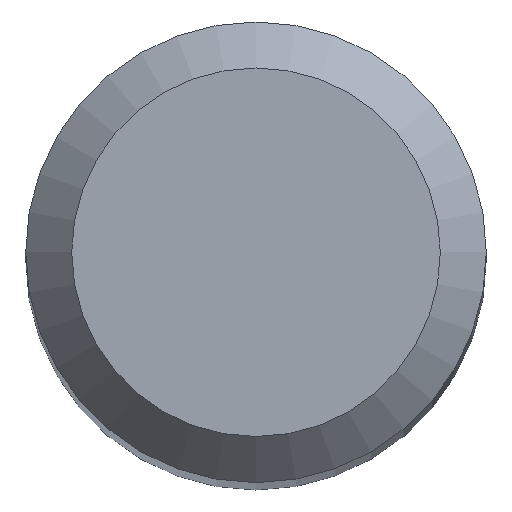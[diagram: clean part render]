
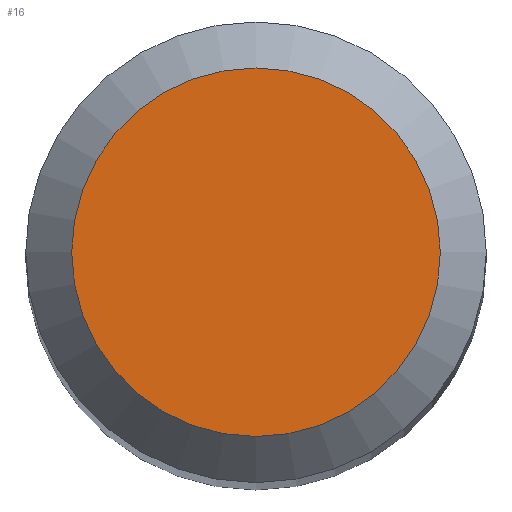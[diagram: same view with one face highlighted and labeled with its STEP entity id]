
A CAD part, top view. The second image highlights one B-rep face of the part: STEP entity #16.
In plain terms, the highlighted planar face has unit normal (0, 0, 1).
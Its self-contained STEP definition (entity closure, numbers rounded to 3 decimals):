
#1 = DIRECTION ( 'NONE',  ( 0., 0., 1. ) ) ;
#9 = FACE_OUTER_BOUND ( 'NONE', #90, .T. ) ;
#16 = ADVANCED_FACE ( 'NONE', ( #9 ), #191, .F. ) ;
#42 = AXIS2_PLACEMENT_3D ( 'NONE', #325, #1, #112 ) ;
#51 = EDGE_CURVE ( 'NONE', #382, #382, #210, .T. ) ;
#88 = DIRECTION ( 'NONE',  ( -1., 0., 0. ) ) ;
#90 = EDGE_LOOP ( 'NONE', ( #195 ) ) ;
#112 = DIRECTION ( 'NONE',  ( 1., 0., 0. ) ) ;
#128 = CARTESIAN_POINT ( 'NONE',  ( 1.2, 0., 38. ) ) ;
#191 = PLANE ( 'NONE',  #230 ) ;
#195 = ORIENTED_EDGE ( 'NONE', *, *, #51, .T. ) ;
#210 = CIRCLE ( 'NONE', #42, 1.2 ) ;
#230 = AXIS2_PLACEMENT_3D ( 'NONE', #380, #370, #88 ) ;
#325 = CARTESIAN_POINT ( 'NONE',  ( 0., 0., 38. ) ) ;
#370 = DIRECTION ( 'NONE',  ( 0., 0., -1. ) ) ;
#380 = CARTESIAN_POINT ( 'NONE',  ( 0., 1.2, 38. ) ) ;
#382 = VERTEX_POINT ( 'NONE', #128 ) ;
